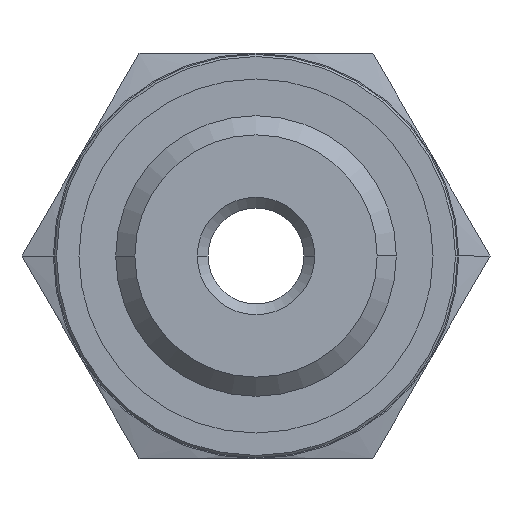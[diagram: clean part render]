
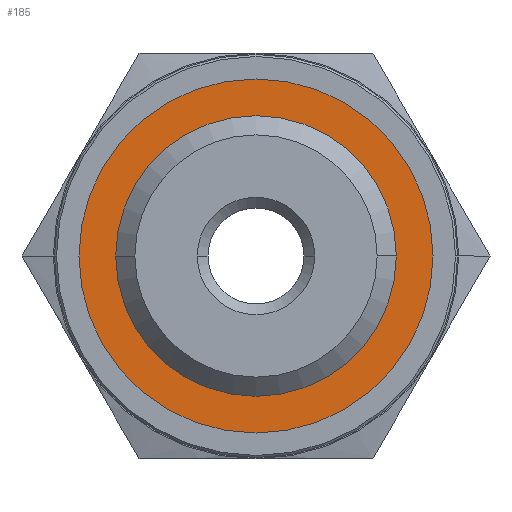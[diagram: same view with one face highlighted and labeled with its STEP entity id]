
A CAD part, left-side view. The second image highlights one B-rep face of the part: STEP entity #185.
In plain terms, the highlighted planar face has unit normal (-1, 0, 0).
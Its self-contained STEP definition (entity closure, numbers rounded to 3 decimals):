
#185 = ADVANCED_FACE( '', ( #424, #425 ), #426, .T. );
#424 = FACE_BOUND( '', #801, .T. );
#425 = FACE_OUTER_BOUND( '', #802, .T. );
#426 = PLANE( '', #803 );
#801 = EDGE_LOOP( '', ( #1508, #1509 ) );
#802 = EDGE_LOOP( '', ( #1510, #1511 ) );
#803 = AXIS2_PLACEMENT_3D( '', #1512, #1513, #1514 );
#1508 = ORIENTED_EDGE( '', *, *, #2614, .F. );
#1509 = ORIENTED_EDGE( '', *, *, #2505, .F. );
#1510 = ORIENTED_EDGE( '', *, *, #2509, .T. );
#1511 = ORIENTED_EDGE( '', *, *, #2612, .T. );
#1512 = CARTESIAN_POINT( '', ( -6.95, 7.325, 0. ) );
#1513 = DIRECTION( '', ( -1., 0., 0. ) );
#1514 = DIRECTION( '', ( 0., 1., 0. ) );
#2505 = EDGE_CURVE( '', #3018, #3015, #3020, .T. );
#2509 = EDGE_CURVE( '', #3022, #3026, #3028, .T. );
#2612 = EDGE_CURVE( '', #3026, #3022, #3199, .T. );
#2614 = EDGE_CURVE( '', #3015, #3018, #3201, .T. );
#3015 = VERTEX_POINT( '', #3769 );
#3018 = VERTEX_POINT( '', #3773 );
#3020 = CIRCLE( '', #3776, 6.35 );
#3022 = VERTEX_POINT( '', #3778 );
#3026 = VERTEX_POINT( '', #3783 );
#3028 = CIRCLE( '', #3786, 8.3 );
#3199 = CIRCLE( '', #4043, 8.3 );
#3201 = CIRCLE( '', #4045, 6.35 );
#3769 = CARTESIAN_POINT( '', ( -6.95, 6.35, 0. ) );
#3773 = CARTESIAN_POINT( '', ( -6.95, -6.35, 0. ) );
#3776 = AXIS2_PLACEMENT_3D( '', #5076, #5077, #5078 );
#3778 = CARTESIAN_POINT( '', ( -6.95, 8.3, 0. ) );
#3783 = CARTESIAN_POINT( '', ( -6.95, -8.3, 0. ) );
#3786 = AXIS2_PLACEMENT_3D( '', #5084, #5085, #5086 );
#4043 = AXIS2_PLACEMENT_3D( '', #5221, #5222, #5223 );
#4045 = AXIS2_PLACEMENT_3D( '', #5227, #5228, #5229 );
#5076 = CARTESIAN_POINT( '', ( -6.95, 0., 0. ) );
#5077 = DIRECTION( '', ( -1., 0., 0. ) );
#5078 = DIRECTION( '', ( 0., 1., 0. ) );
#5084 = CARTESIAN_POINT( '', ( -6.95, 0., 0. ) );
#5085 = DIRECTION( '', ( -1., 0., 0. ) );
#5086 = DIRECTION( '', ( 0., 1., 0. ) );
#5221 = CARTESIAN_POINT( '', ( -6.95, 0., 0. ) );
#5222 = DIRECTION( '', ( -1., 0., 0. ) );
#5223 = DIRECTION( '', ( 0., 1., 0. ) );
#5227 = CARTESIAN_POINT( '', ( -6.95, 0., 0. ) );
#5228 = DIRECTION( '', ( -1., 0., 0. ) );
#5229 = DIRECTION( '', ( 0., 1., 0. ) );
